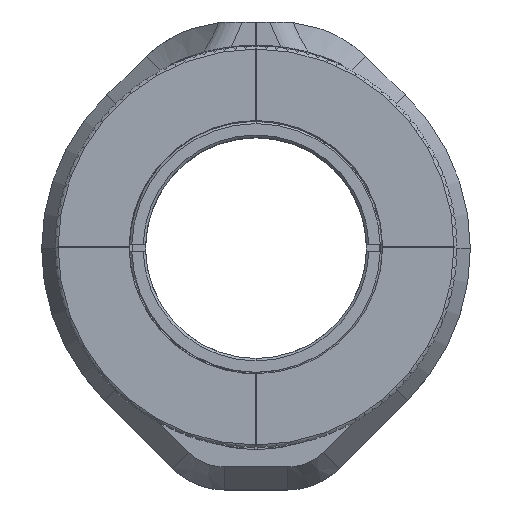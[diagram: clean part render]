
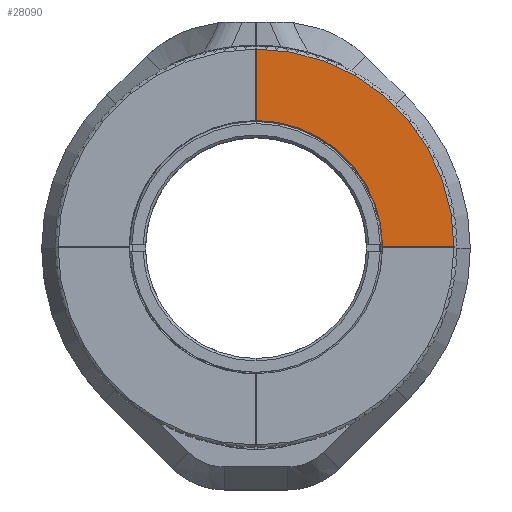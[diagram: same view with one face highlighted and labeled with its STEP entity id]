
A CAD part, top view. The second image highlights one B-rep face of the part: STEP entity #28090.
In plain terms, the highlighted face is planar.
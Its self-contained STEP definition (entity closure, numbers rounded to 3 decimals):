
#16311=CARTESIAN_POINT('',(20.528,0.004,-12.319));
#16319=CARTESIAN_POINT('',(0.064,-20.46,-12.319));
#18191=CARTESIAN_POINT('',(0.,0.068,-12.319));
#18192=DIRECTION('',(0.,0.,1.));
#18193=DIRECTION('',(0.005,-1.,0.));
#18194=AXIS2_PLACEMENT_3D('',#18191,#18192,#18193);
#18196=CARTESIAN_POINT('',(0.,0.068,-12.319));
#18197=DIRECTION('',(0.,0.,-1.));
#18198=DIRECTION('',(1.,-0.003,0.));
#18199=AXIS2_PLACEMENT_3D('',#18196,#18197,#18198);
#18265=CARTESIAN_POINT('',(0.063,-13.059,-12.319));
#18271=DIRECTION('',(0.,1.,0.));
#18272=VECTOR('',#18271,7.401);
#18273=CARTESIAN_POINT('',(0.064,-20.46,-12.319));
#18274=LINE('',#18273,#18272);
#18279=CARTESIAN_POINT('',(13.127,0.005,-12.319));
#18281=DIRECTION('',(1.,0.,0.));
#18282=VECTOR('',#18281,7.401);
#18283=CARTESIAN_POINT('',(13.127,0.005,-12.319));
#18284=LINE('',#18283,#18282);
#20741=VERTEX_POINT('',#16311);
#20744=VERTEX_POINT('',#16319);
#20764=VERTEX_POINT('',#18279);
#20765=VERTEX_POINT('',#18265);
#28077=CARTESIAN_POINT('',(0.,0.068,-12.319));
#28078=DIRECTION('',(0.,0.,-1.));
#28079=DIRECTION('',(-1.,0.,0.));
#28080=AXIS2_PLACEMENT_3D('',#28077,#28078,#28079);
#28081=PLANE('',#28080);
#28082=ORIENTED_EDGE('',*,*,#27933,.F.);
#28084=ORIENTED_EDGE('',*,*,#28083,.F.);
#28085=ORIENTED_EDGE('',*,*,#25730,.F.);
#28087=ORIENTED_EDGE('',*,*,#28086,.F.);
#28088=EDGE_LOOP('',(#28082,#28084,#28085,#28087));
#28089=FACE_OUTER_BOUND('',#28088,.F.);
#28090=ADVANCED_FACE('',(#28089),#28081,.T.);
#18195=CIRCLE('',#18194,13.127);
#18200=CIRCLE('',#18199,20.528);
#25730=EDGE_CURVE('',#20741,#20744,#18200,.T.);
#27933=EDGE_CURVE('',#20765,#20764,#18195,.T.);
#28083=EDGE_CURVE('',#20744,#20765,#18274,.T.);
#28086=EDGE_CURVE('',#20764,#20741,#18284,.T.);
